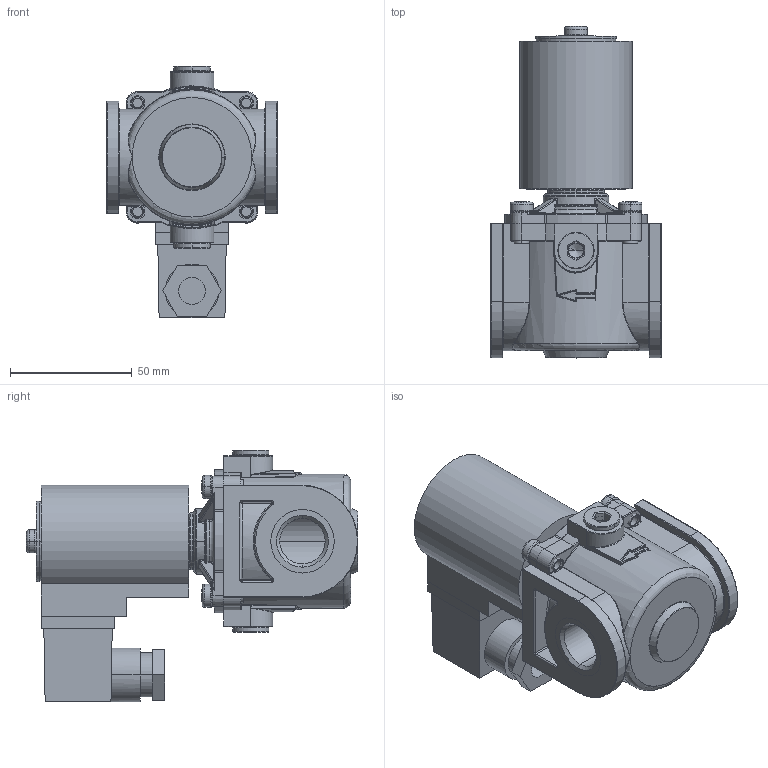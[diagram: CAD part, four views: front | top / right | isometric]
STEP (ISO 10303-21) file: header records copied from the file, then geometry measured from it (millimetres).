
FILE_DESCRIPTION((''),'2;1');
FILE_NAME('EVP02_ASM','2017-01-30T',('simoneb'),(''),'PRO/ENGINEER BY PARAMETRIC TECHNOLOGY CORPORATION, 2015030','PRO/ENGINEER BY PARAMETRIC TECHNOLOGY CORPORATION, 2015030','');
FILE_SCHEMA(('CONFIG_CONTROL_DESIGN'));
Length unit declared in the file: millimetre
Products named in the file (9): CO-0594; TP-100; CP-0392_; GUAINA; VITI1; CLEONIDEBODYDN15; DI-0011; CONNECTOR; EVP02_ASM
Assembly tree (13 placements, depth 2):
  EVP02_ASM
    CO-0594
    TP-100  x2
    CP-0392_
    GUAINA
    VITI1  x5
    CLEONIDEBODYDN15
    DI-0011
    CONNECTOR
Bounding box: 70 x 136.12 x 103.12 mm (x, y, z)
Volume: 230198.3 mm3; surface area: 90031.9 mm2
Topology: 13 solids, 21 shells, 1170 faces, 2728 edges, 1613 vertices
Faces by surface type: cylinder 336, plane 269, bspline 216, cone 158, torus 135, sphere 56
Entity records: 34956 total; most frequent: CARTESIAN_POINT 15887, ORIENTED_EDGE 4088, DIRECTION 3757, EDGE_CURVE 2060, AXIS2_PLACEMENT_3D 1537, VERTEX_POINT 1218, EDGE_LOOP 938, FACE_OUTER_BOUND 883
